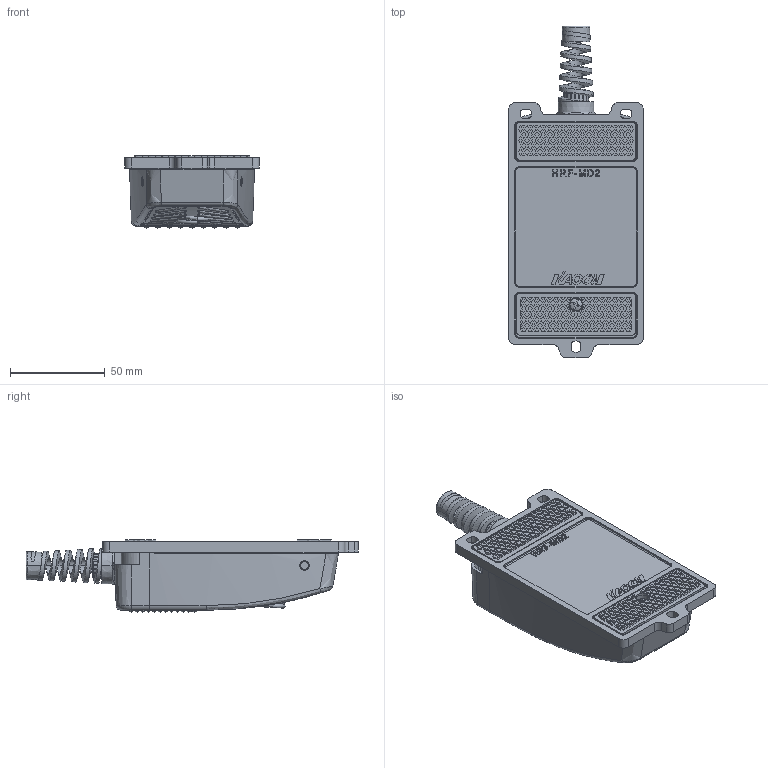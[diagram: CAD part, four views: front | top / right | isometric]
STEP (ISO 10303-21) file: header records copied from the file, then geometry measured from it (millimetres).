
FILE_DESCRIPTION (( 'STEP AP203' ), '1' );
FILE_NAME ('105209057 HRF-MD2C 褐怳羲壽.STEP', '2020-06-22T08:51:41', ( 'PC' ), ( 'Microsoft' ), 'SwSTEP 2.0', 'SolidWorks 2015', '' );
FILE_SCHEMA (( 'CONFIG_CONTROL_DESIGN' ));
Length unit declared in the file: millimetre
Products named in the file (14): 3999002006 萇擢坶芛 PG9; 105209057 HRF-MD2C 褐怳羲壽; 3009001077 HRF-MD2 粟銅; 3005002032 HRF-MD2 粣; 3004002014 HRF-MD2 砎々菜ヶ; 3004002015 HRF-MD2 砎々菜綴; 3002016027 HRF-MD2 峚雄羲壽盓殤; 3011001119 M3X7十一字槽盘头带弹垫组合螺钉; 3002019013 HRF-MD2 橈埽菜え_蚾饜; 3011001173 M3X7十一字槽盘头螺钉; 3011001116 M3X16十一字槽盘头带弹垫组合螺钉; 3003004001 HRF-MD2菁釱; 3011002013 M3 蹟譫; 3003005002 HRF-MD2 奻裔
Assembly tree (16 placements, depth 2):
  105209057 HRF-MD2C 褐怳羲壽
    3002016027 HRF-MD2 峚雄羲壽盓殤
    3002019013 HRF-MD2 橈埽菜え_蚾饜
    3011001116 M3X16十一字槽盘头带弹垫组合螺钉  x2
    3011002013 M3 蹟譫  x2
    3999002006 萇擢坶芛 PG9
    3009001077 HRF-MD2 粟銅
    3005002032 HRF-MD2 粣
    3004002014 HRF-MD2 砎々菜ヶ
    3004002015 HRF-MD2 砎々菜綴
    3011001119 M3X7十一字槽盘头带弹垫组合螺钉  x2
    3011001173 M3X7十一字槽盘头螺钉
    3003004001 HRF-MD2菁釱
    3003005002 HRF-MD2 奻裔
Bounding box: 71 x 175.5 x 38.1 mm (x, y, z)
Volume: 87630.5 mm3; surface area: 88705.5 mm2
Topology: 21 solids, 21 shells, 3094 faces, 8107 edges, 5260 vertices
Faces by surface type: plane 1902, cylinder 616, bspline 289, sphere 120, cone 85, torus 82
Entity records: 107632 total; most frequent: CARTESIAN_POINT 39448, ORIENTED_EDGE 14470, DIRECTION 12628, EDGE_CURVE 7235, VERTEX_POINT 4731, VECTOR 4708, LINE 4708, AXIS2_PLACEMENT_3D 3960
